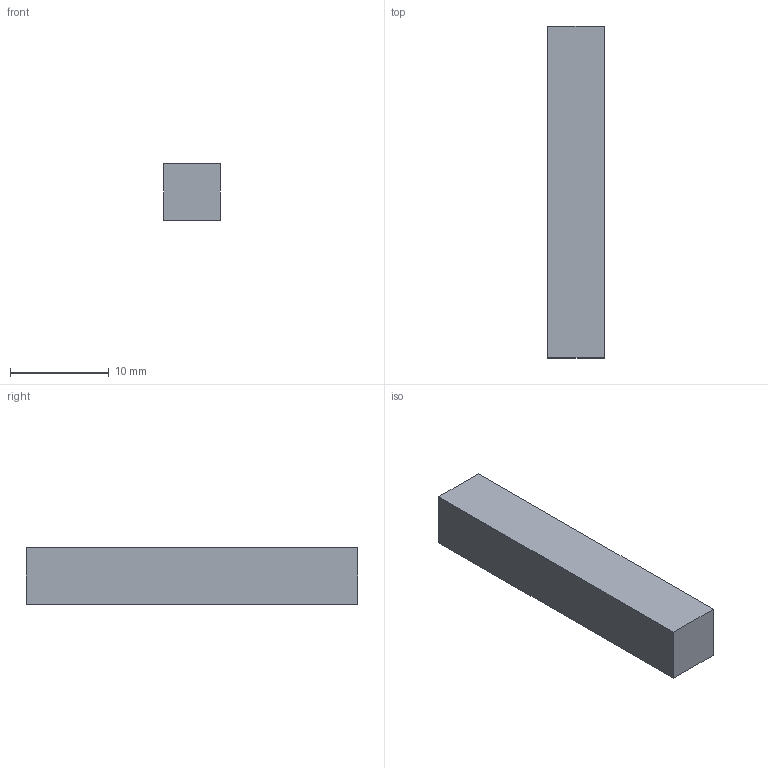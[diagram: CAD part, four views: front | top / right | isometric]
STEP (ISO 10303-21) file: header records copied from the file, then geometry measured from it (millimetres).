
FILE_DESCRIPTION(/* description */ (''),/* implementation_level */ '2;1');
FILE_NAME(/* name */ 'Subminiature_Tensile_Bar_Blank_1.stp',/* time_stamp */ '2020-07-31T11:18:01+02:00',/* author */ ('204042734'),/* organization */ (''),/* preprocessor_version */ 'ST-DEVELOPER v17',/* originating_system */ 'Autodesk Inventor 2018',/* authorisation */ '');
FILE_SCHEMA (('AUTOMOTIVE_DESIGN { 1 0 10303 214 3 1 1 }'));
Length unit declared in the file: inch
Products named in the file (2): OASIS_challenge_assy_v2; Subminiature_Tensile_Bar_Blank
Assembly tree (1 placements, depth 2):
  OASIS_challenge_assy_v2
    Subminiature_Tensile_Bar_Blank
Bounding box: 5.71 x 33.66 x 5.71 mm (x, y, z)
Volume: 1099.2 mm3; surface area: 834.7 mm2
Topology: 1 solids, 1 shells, 6 faces, 14 edges, 12 vertices
Faces by surface type: plane 6
Entity records: 241 total; most frequent: CARTESIAN_POINT 33, DIRECTION 30, ORIENTED_EDGE 24, LINE 12, VECTOR 12, EDGE_CURVE 12, AXIS2_PLACEMENT_3D 9, VERTEX_POINT 8
